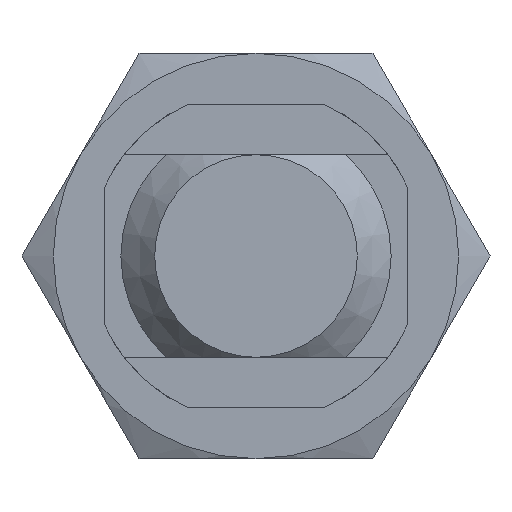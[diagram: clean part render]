
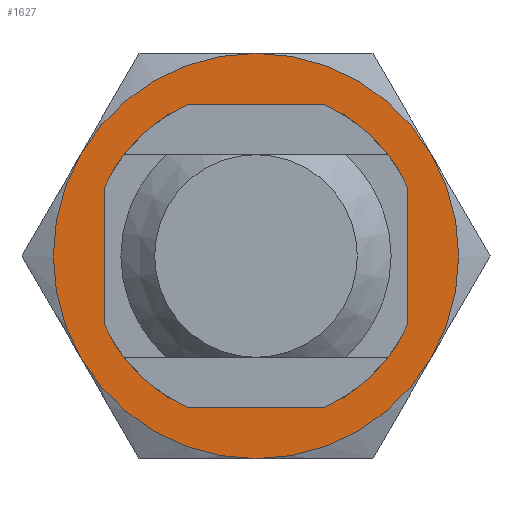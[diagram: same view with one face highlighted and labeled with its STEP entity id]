
A CAD part, left-side view. The second image highlights one B-rep face of the part: STEP entity #1627.
In plain terms, the highlighted planar face has unit normal (-1, 0, 0).
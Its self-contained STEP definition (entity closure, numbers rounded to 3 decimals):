
#631=VERTEX_POINT('',#2559);
#635=VERTEX_POINT('',#2577);
#639=VERTEX_POINT('',#2595);
#643=VERTEX_POINT('',#2609);
#647=VERTEX_POINT('',#2630);
#648=VERTEX_POINT('',#2636);
#649=VERTEX_POINT('',#2638);
#719=CIRCLE('',#1784,8.);
#726=CIRCLE('',#1794,12.);
#727=CIRCLE('',#1796,12.);
#728=CIRCLE('',#1798,12.);
#729=CIRCLE('',#1800,12.);
#730=CIRCLE('',#1801,12.);
#731=CIRCLE('',#1802,12.);
#891=EDGE_CURVE('',#643,#643,#719,.F.);
#899=EDGE_CURVE('',#631,#639,#726,.F.);
#900=EDGE_CURVE('',#635,#631,#727,.F.);
#901=EDGE_CURVE('',#647,#635,#728,.F.);
#903=EDGE_CURVE('',#648,#647,#729,.T.);
#904=EDGE_CURVE('',#649,#648,#730,.T.);
#905=EDGE_CURVE('',#639,#649,#731,.T.);
#1241=ORIENTED_EDGE('',*,*,#901,.F.);
#1242=ORIENTED_EDGE('',*,*,#903,.F.);
#1243=ORIENTED_EDGE('',*,*,#904,.F.);
#1244=ORIENTED_EDGE('',*,*,#905,.F.);
#1245=ORIENTED_EDGE('',*,*,#899,.F.);
#1246=ORIENTED_EDGE('',*,*,#900,.F.);
#1247=ORIENTED_EDGE('',*,*,#891,.T.);
#1405=EDGE_LOOP('',(#1241,#1242,#1243,#1244,#1245,#1246));
#1406=EDGE_LOOP('',(#1247));
#1533=FACE_BOUND('',#1405,.T.);
#1534=FACE_BOUND('',#1406,.T.);
#1627=ADVANCED_FACE('',(#1533,#1534),#2741,.F.);
#1784=AXIS2_PLACEMENT_3D('',#2608,#2145,#2146);
#1794=AXIS2_PLACEMENT_3D('',#2625,#2164,#2165);
#1796=AXIS2_PLACEMENT_3D('',#2627,#2168,#2169);
#1798=AXIS2_PLACEMENT_3D('',#2629,#2172,#2173);
#1799=AXIS2_PLACEMENT_3D('',#2634,#2174,$);
#1800=AXIS2_PLACEMENT_3D('',#2635,#2175,#2176);
#1801=AXIS2_PLACEMENT_3D('',#2637,#2177,#2178);
#1802=AXIS2_PLACEMENT_3D('',#2639,#2179,#2180);
#2145=DIRECTION('',(-1.,0.,0.));
#2146=DIRECTION('',(0.,0.,8.));
#2164=DIRECTION('',(-1.,0.,0.));
#2165=DIRECTION('',(0.,0.,-12.));
#2168=DIRECTION('',(-1.,0.,0.));
#2169=DIRECTION('',(0.,0.,-12.));
#2172=DIRECTION('',(-1.,0.,0.));
#2173=DIRECTION('',(0.,0.,-12.));
#2174=DIRECTION('',(1.,0.,0.));
#2175=DIRECTION('',(1.,0.,0.));
#2176=DIRECTION('',(0.,0.,-12.));
#2177=DIRECTION('',(1.,0.,0.));
#2178=DIRECTION('',(0.,0.,-12.));
#2179=DIRECTION('',(1.,0.,0.));
#2180=DIRECTION('',(0.,0.,-12.));
#2559=CARTESIAN_POINT('',(0.,0.,12.));
#2577=CARTESIAN_POINT('',(0.,10.392,6.));
#2595=CARTESIAN_POINT('',(0.,-10.392,6.));
#2608=CARTESIAN_POINT('',(0.,0.,0.));
#2609=CARTESIAN_POINT('',(0.,0.,-8.));
#2625=CARTESIAN_POINT('',(0.,0.,0.));
#2627=CARTESIAN_POINT('',(0.,0.,0.));
#2629=CARTESIAN_POINT('',(0.,0.,0.));
#2630=CARTESIAN_POINT('',(0.,10.392,-6.));
#2634=CARTESIAN_POINT('',(0.,0.,0.));
#2635=CARTESIAN_POINT('',(0.,0.,0.));
#2636=CARTESIAN_POINT('',(0.,0.,-12.));
#2637=CARTESIAN_POINT('',(0.,0.,0.));
#2638=CARTESIAN_POINT('',(0.,-10.392,-6.));
#2639=CARTESIAN_POINT('',(0.,0.,0.));
#2741=PLANE('',#1799);
